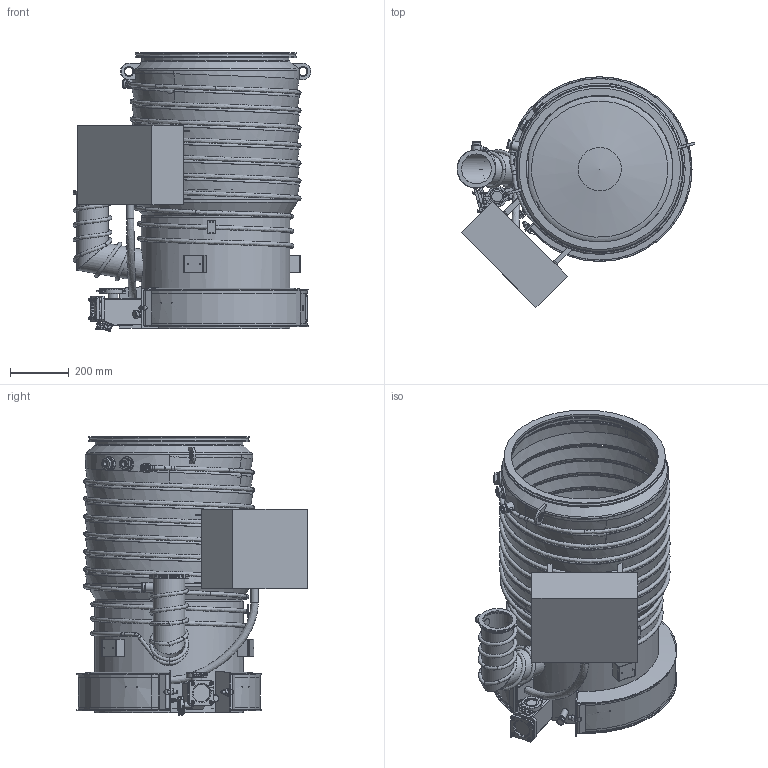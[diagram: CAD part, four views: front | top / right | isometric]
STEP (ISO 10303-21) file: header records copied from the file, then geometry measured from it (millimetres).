
FILE_DESCRIPTION(('STEP AP242'), '1');
FILE_NAME('櫻蠉錪', '2023-06-30T08:36:42', (''), (''), 'C3D Converter', 'C3D Toolkit', '');
FILE_SCHEMA(('AP242_MANAGED_MODEL_BASED_3D_ENGINEERING_MIM_LF { 1 0 10303 442 1 1 4 }'));
Length unit declared in the file: millimetre
Bounding box: 810.62 x 786.67 x 948.49 mm (x, y, z)
Surface area: 5821781.1 mm2 (no closed solid volume)
Topology: 0 solids, 144 shells, 1118 faces, 3425 edges, 2342 vertices
Faces by surface type: plane 445, cylinder 368, cone 97, torus 90, bspline 87, sphere 28, extrusion 2, revolution 1
Full cylindrical faces by diameter (mm): 1.2 x4, 2.459 x4, 3 x8, 3.1 x2, 3.4 x7, 3.5 x5, 4.2 x1, 5 x3, 6 x4, 6.5 x1, 10 x11, 12 x23, 13 x2, 13.5 x2, 14 x2, 14.2 x1, 14.95 x2, 16 x2, 16.2 x1, 18 x3, 18.632 x2, 20 x1, 21.5 x2, 22 x1, 24 x4, 25.3 x2, 28 x2, 30 x4, 31.5 x2, 36 x1
Entity records: 87409 total; most frequent: CARTESIAN_POINT 59071, DIRECTION 5790, ORIENTED_EDGE 5030, EDGE_CURVE 3088, VERTEX_POINT 2333, AXIS2_PLACEMENT_3D 2310, EDGE_LOOP 1611, CIRCLE 1281
